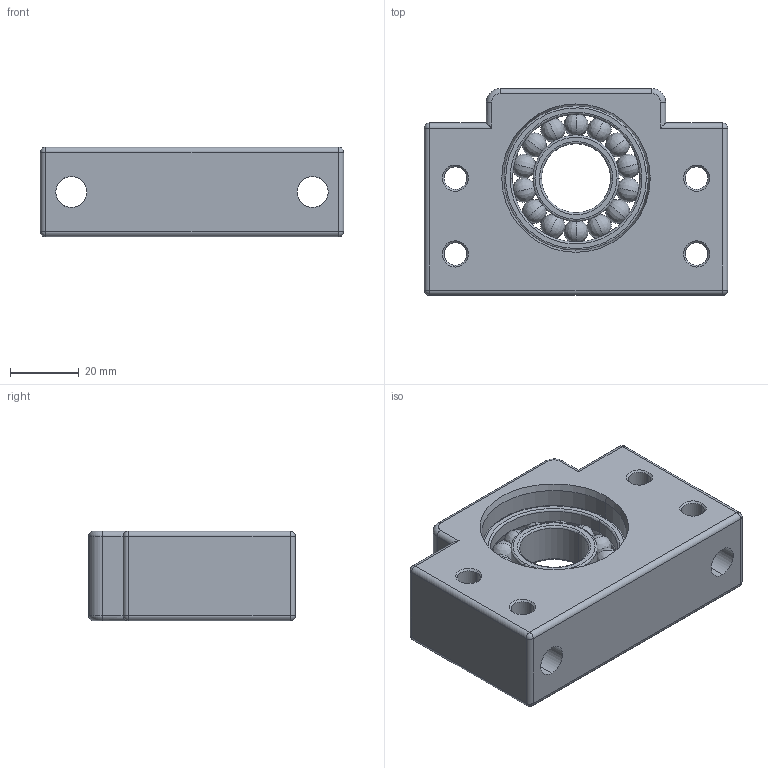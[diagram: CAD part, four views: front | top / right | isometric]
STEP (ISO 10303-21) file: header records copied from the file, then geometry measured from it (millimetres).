
FILE_DESCRIPTION (( 'STEP AP214' ), '1' );
FILE_NAME ('BF20疒玉.STEP', '2018-12-10T04:58:20', ( 'Windows 荤侩磊' ), ( '' ), 'SwSTEP 2.0', 'SolidWorks 2013', '' );
FILE_SCHEMA (( 'AUTOMOTIVE_DESIGN' ));
Length unit declared in the file: millimetre
Products named in the file (3): BF20軸承座_體(成_); BF20疒玉; 604ZZ軸承
Assembly tree (2 placements, depth 2):
  BF20疒玉
    BF20軸承座_體(成_)
    604ZZ軸承
Bounding box: 88 x 60 x 26 mm (x, y, z)
Volume: 88872.2 mm3; surface area: 28905 mm2
Topology: 17 solids, 17 shells, 162 faces, 412 edges, 212 vertices
Faces by surface type: cylinder 60, bspline 50, cone 24, plane 16, sphere 8, torus 4
Entity records: 5717 total; most frequent: CARTESIAN_POINT 2081, DIRECTION 708, ORIENTED_EDGE 696, EDGE_CURVE 348, AXIS2_PLACEMENT_3D 295, VERTEX_POINT 212, EDGE_LOOP 180, CIRCLE 178
